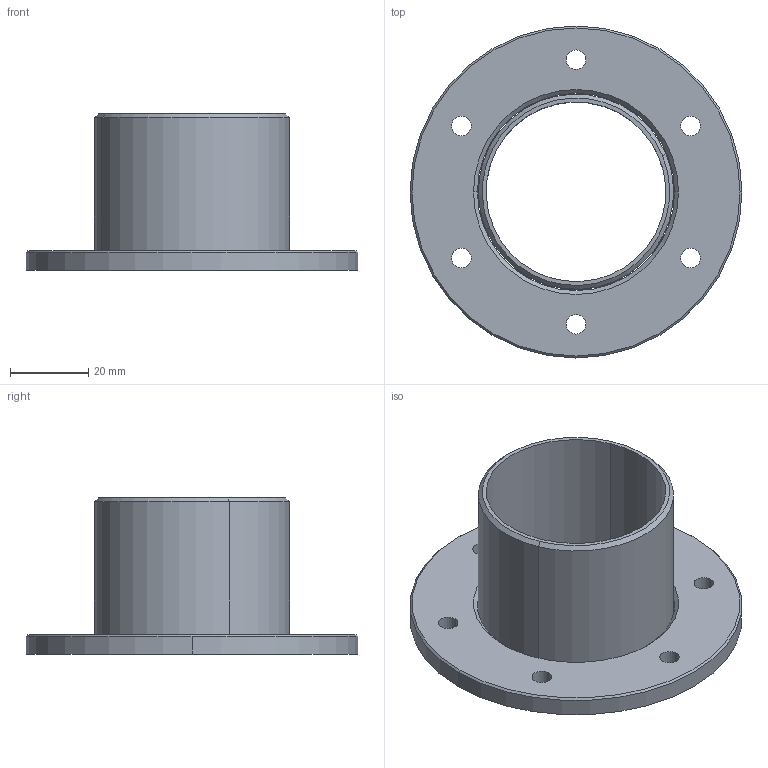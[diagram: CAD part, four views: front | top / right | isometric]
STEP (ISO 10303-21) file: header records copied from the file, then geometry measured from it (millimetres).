
FILE_DESCRIPTION (( 'STEP AP214' ), '1' );
FILE_NAME ('50mmTubeAdapterFlange_Assembly.STEP', '2023-12-20T13:09:01', ( '' ), ( '' ), 'SwSTEP 2.0', 'SolidWorks 2022', '' );
FILE_SCHEMA (( 'AUTOMOTIVE_DESIGN' ));
Length unit declared in the file: millimetre
Products named in the file (3): 50mmTubeAdapterFlange_Assembly; Studs50mm; FlangeRør60mm
Assembly tree (2 placements, depth 2):
  50mmTubeAdapterFlange_Assembly
    FlangeRør60mm
    Studs50mm
Bounding box: 85 x 85 x 40 mm (x, y, z)
Volume: 29641.3 mm3; surface area: 22110.5 mm2
Topology: 2 solids, 2 shells, 30 faces, 72 edges, 46 vertices
Faces by surface type: cylinder 20, cone 6, plane 4
Entity records: 1036 total; most frequent: DIRECTION 188, CARTESIAN_POINT 153, ORIENTED_EDGE 144, AXIS2_PLACEMENT_3D 81, EDGE_CURVE 72, CIRCLE 46, VERTEX_POINT 46, EDGE_LOOP 46
